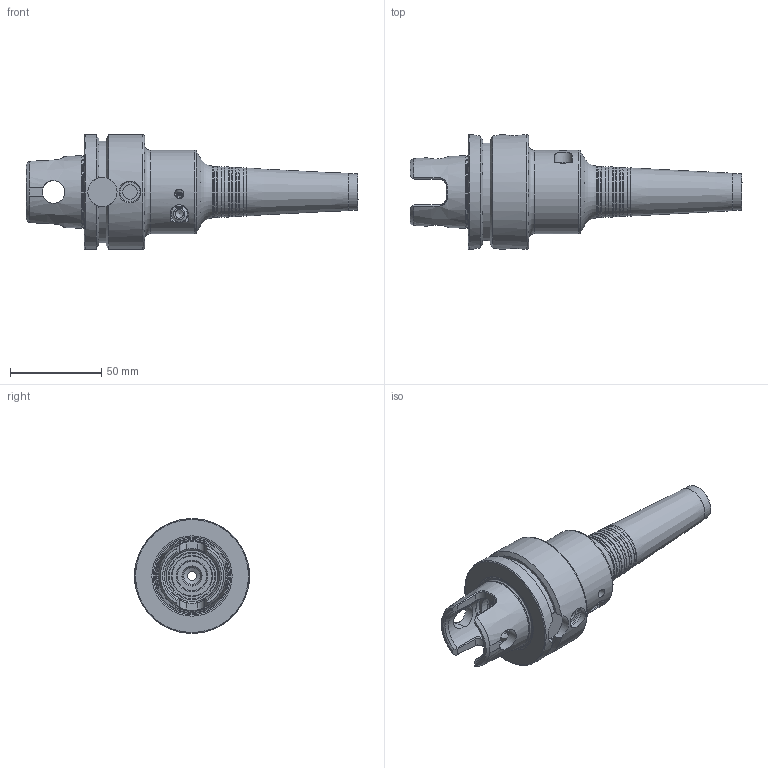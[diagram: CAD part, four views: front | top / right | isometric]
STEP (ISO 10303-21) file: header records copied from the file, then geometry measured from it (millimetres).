
FILE_DESCRIPTION((''),'2;1');
FILE_NAME('146021212150 UTS6350-PHC12SB-150-C-H-3D.stp','2023-02-06T17:03:53',('nttooll'),(''),'Autodesk Inventor 2012','Autodesk Inventor 2012','');
FILE_SCHEMA(('AUTOMOTIVE_DESIGN { 1 0 10303 214 1 1 1 1 }'));
Length unit declared in the file: millimetre
Products named in the file (1): 146021212150 UTS6350-PHC12SB-150-C-H-3D
Bounding box: 182 x 63 x 63 mm (x, y, z)
Volume: 183350.4 mm3; surface area: 40196.2 mm2
Topology: 2 solids, 2 shells, 201 faces, 482 edges, 296 vertices
Faces by surface type: cone 65, cylinder 55, plane 49, bspline 20, torus 12
Full cylindrical faces by diameter (mm): 2.309 x2, 4 x2, 4.1 x1, 4.619 x2, 5 x3, 8 x2, 9 x2, 9.2 x2, 10 x1, 11 x2, 12 x2, 12.4 x2, 12.5 x2, 16 x2, 16.4 x1, 20 x1, 26 x1, 28.2 x1, 30 x1, 39.4 x1, 45.8 x1, 63 x2
Entity records: 6007 total; most frequent: CARTESIAN_POINT 2109, DIRECTION 738, ORIENTED_EDGE 714, EDGE_CURVE 357, AXIS2_PLACEMENT_3D 345, EDGE_LOOP 320, VERTEX_POINT 271, FACE_OUTER_BOUND 201
